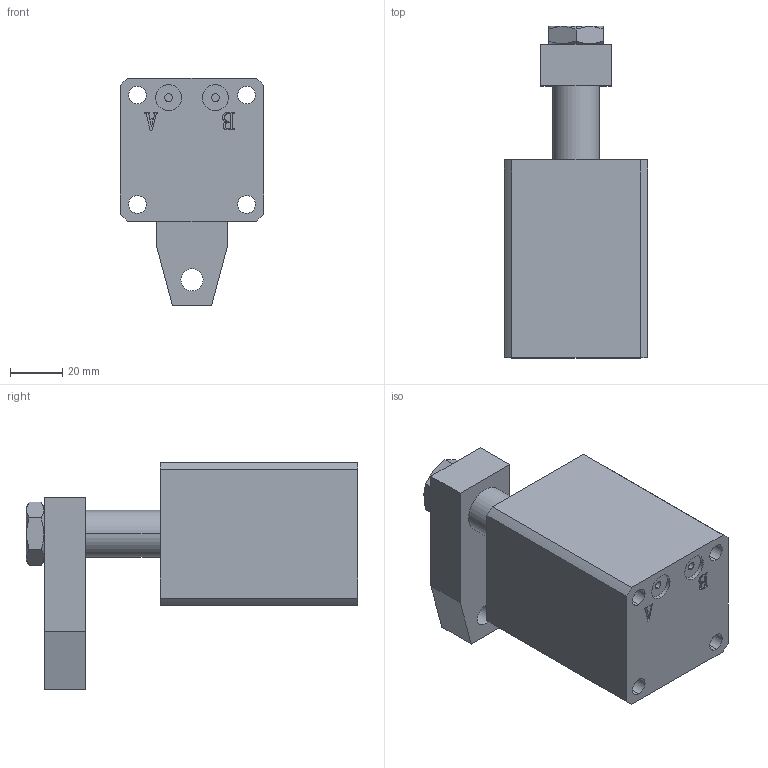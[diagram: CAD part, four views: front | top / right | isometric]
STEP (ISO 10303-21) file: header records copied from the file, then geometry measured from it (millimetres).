
FILE_DESCRIPTION (( 'STEP AP214' ), '1' );
FILE_NAME ('HSL-M25S.STEP', '2020-09-15T03:37:01', ( '微软用户' ), ( '微软中国' ), 'SwSTEP 2.0', 'SolidWorks 2012', '' );
FILE_SCHEMA (( 'AUTOMOTIVE_DESIGN' ));
Length unit declared in the file: millimetre
Products named in the file (5): HSL-25S蛌褒詰裝; HSL-M25S揤旋杻秶; HSL-M25S蛌褒詰掛极; hex thin nuts-grades ab-chamfered gb_GB_FASTENER_NUT_STNAB M14-N; HSL-M25S
Assembly tree (4 placements, depth 2):
  HSL-M25S
    hex thin nuts-grades ab-chamfered gb_GB_FASTENER_NUT_STNAB M14-N
    HSL-M25S蛌褒詰掛极
    HSL-M25S揤旋杻秶
    HSL-25S蛌褒詰裝
Bounding box: 55 x 127.5 x 87.5 mm (x, y, z)
Volume: 242468.3 mm3; surface area: 48753.2 mm2
Topology: 4 solids, 4 shells, 154 faces, 366 edges, 238 vertices
Faces by surface type: plane 74, cylinder 44, bspline 16, cone 14, torus 6
Entity records: 5548 total; most frequent: CARTESIAN_POINT 1737, ORIENTED_EDGE 732, DIRECTION 728, EDGE_CURVE 366, AXIS2_PLACEMENT_3D 261, VERTEX_POINT 238, VECTOR 206, LINE 206
